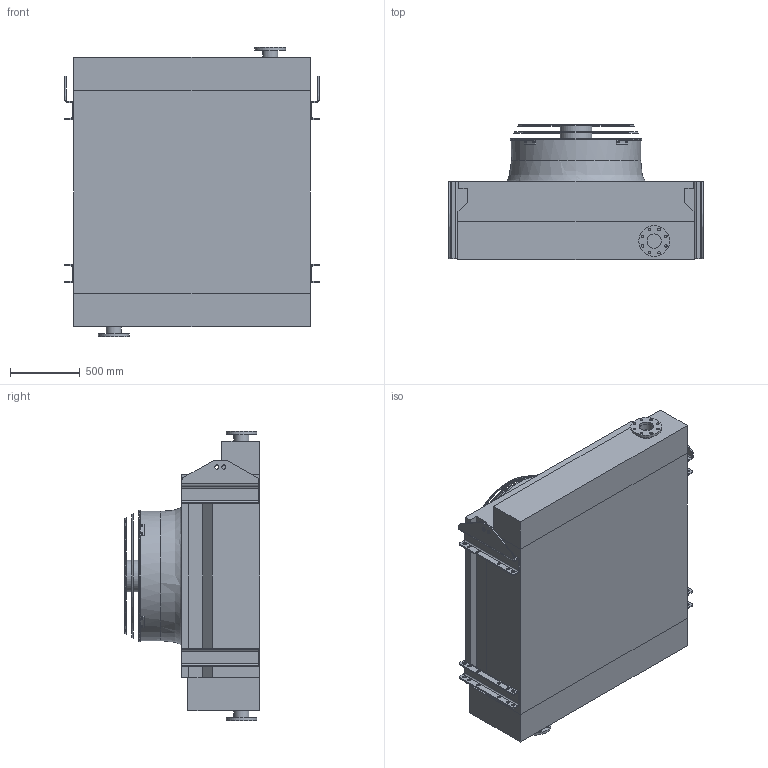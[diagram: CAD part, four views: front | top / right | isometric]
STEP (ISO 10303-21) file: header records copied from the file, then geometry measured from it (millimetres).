
FILE_DESCRIPTION (( 'STEP AP203' ), '1' );
FILE_NAME ('BOM__01L_I.STEP', '2017-03-24T09:47:49', ( 'Alfa Laval' ), ( 'Alfa Laval' ), 'SwSTEP 2.0', 'SolidWorks 2016', '' );
FILE_SCHEMA (( 'CONFIG_CONTROL_DESIGN' ));
Length unit declared in the file: millimetre
Products named in the file (4): BOFE_I_LIGHT_BOM1L; BOFA_LIGHT_�910 IEC; BOM__01L_I; BO_ON BOARD_LIGHT_BOCF_42T_L_1M
Assembly tree (3 placements, depth 2):
  BOM__01L_I
    BO_ON BOARD_LIGHT_BOCF_42T_L_1M
    BOFE_I_LIGHT_BOM1L
    BOFA_LIGHT_�910 IEC
Bounding box: 1820 x 970 x 2070 mm (x, y, z)
Volume: 1883674107.4 mm3; surface area: 17126719.2 mm2
Topology: 26 solids, 27 shells, 436 faces, 1134 edges, 762 vertices
Faces by surface type: plane 198, cylinder 178, torus 53, cone 6, bspline 1
Full cylindrical faces by diameter (mm): 18 x16, 25 x12, 30 x4, 103 x2, 108 x2, 220 x2, 228 x1, 236 x1, 262.56 x1, 276 x1, 308 x1, 328 x1, 406.8 x1, 426.8 x1, 505.6 x1, 525.6 x1, 604.4 x1, 624.4 x1, 703.2 x1, 723.2 x1, 802 x1, 926 x1
Entity records: 15293 total; most frequent: CARTESIAN_POINT 4068, DIRECTION 2341, ORIENTED_EDGE 2056, EDGE_CURVE 1028, AXIS2_PLACEMENT_3D 926, VERTEX_POINT 720, EDGE_LOOP 656, FACE_OUTER_BOUND 494
